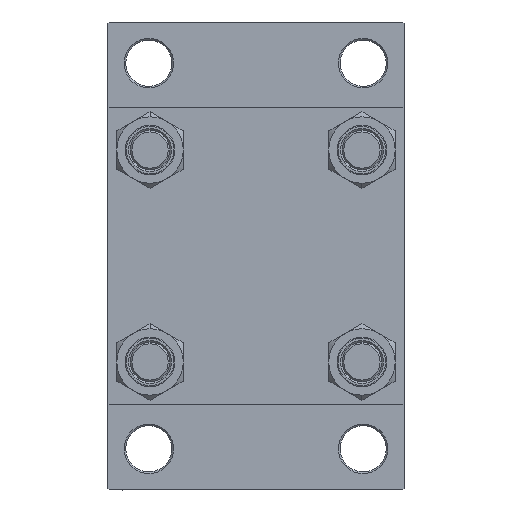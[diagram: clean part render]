
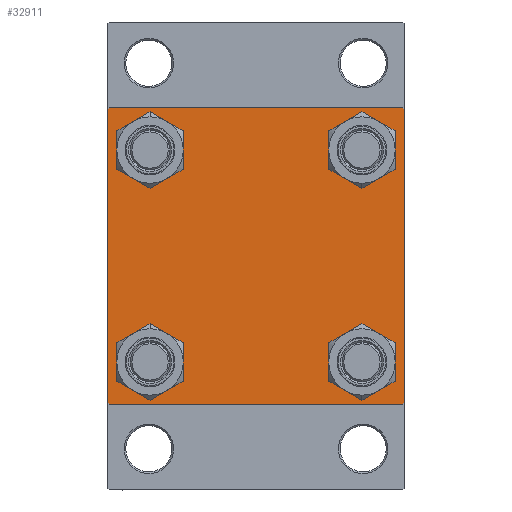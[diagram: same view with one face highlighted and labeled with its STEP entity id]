
A CAD part, left-side view. The second image highlights one B-rep face of the part: STEP entity #32911.
In plain terms, the highlighted planar face has unit normal (-1, 0, 0).
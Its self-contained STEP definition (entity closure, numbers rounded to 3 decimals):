
#656 = EDGE_CURVE ( 'NONE', #6597, #31448, #8901, .T. ) ;
#758 = AXIS2_PLACEMENT_3D ( 'NONE', #43154, #32301, #46521 ) ;
#799 = DIRECTION ( 'NONE',  ( 0., 0.707, 0.707 ) ) ;
#826 = ORIENTED_EDGE ( 'NONE', *, *, #17093, .T. ) ;
#873 = ORIENTED_EDGE ( 'NONE', *, *, #24472, .F. ) ;
#927 = CARTESIAN_POINT ( 'NONE',  ( 0., -32.15, -38.65 ) ) ;
#1497 = VERTEX_POINT ( 'NONE', #25689 ) ;
#1515 = CARTESIAN_POINT ( 'NONE',  ( 0., -44.75, 44.75 ) ) ;
#1578 = EDGE_LOOP ( 'NONE', ( #25735, #11209, #27617, #17339, #23295, #11926, #873, #15523 ) ) ;
#1633 = CARTESIAN_POINT ( 'NONE',  ( 0., 44.5, -45. ) ) ;
#1699 = DIRECTION ( 'NONE',  ( 0., 0., -1. ) ) ;
#1919 = VERTEX_POINT ( 'NONE', #25998 ) ;
#1955 = ORIENTED_EDGE ( 'NONE', *, *, #12587, .T. ) ;
#2476 = AXIS2_PLACEMENT_3D ( 'NONE', #17872, #6782, #18343 ) ;
#2980 = DIRECTION ( 'NONE',  ( 1., 0., 0. ) ) ;
#3068 = AXIS2_PLACEMENT_3D ( 'NONE', #13033, #17627, #32341 ) ;
#3542 = CARTESIAN_POINT ( 'NONE',  ( 0., -32.15, -25.65 ) ) ;
#4388 = VECTOR ( 'NONE', #4703, 1000. ) ;
#4703 = DIRECTION ( 'NONE',  ( 0., 0., -1. ) ) ;
#5174 = LINE ( 'NONE', #12157, #6483 ) ;
#5776 = PLANE ( 'NONE',  #10528 ) ;
#6195 = CARTESIAN_POINT ( 'NONE',  ( 0., 45., 45. ) ) ;
#6483 = VECTOR ( 'NONE', #41365, 1000. ) ;
#6597 = VERTEX_POINT ( 'NONE', #11429 ) ;
#6782 = DIRECTION ( 'NONE',  ( 1., 0., 0. ) ) ;
#6845 = CIRCLE ( 'NONE', #38463, 6.5 ) ;
#6889 = EDGE_LOOP ( 'NONE', ( #47708, #1955 ) ) ;
#7216 = DIRECTION ( 'NONE',  ( 0., 0., 1. ) ) ;
#7593 = VECTOR ( 'NONE', #7910, 1000. ) ;
#7619 = VERTEX_POINT ( 'NONE', #29535 ) ;
#7663 = VERTEX_POINT ( 'NONE', #43538 ) ;
#7723 = EDGE_CURVE ( 'NONE', #1497, #1919, #38228, .T. ) ;
#7910 = DIRECTION ( 'NONE',  ( 0., 0.707, -0.707 ) ) ;
#8137 = AXIS2_PLACEMENT_3D ( 'NONE', #45771, #16115, #38782 ) ;
#8243 = VERTEX_POINT ( 'NONE', #43902 ) ;
#8901 = CIRCLE ( 'NONE', #8137, 6.5 ) ;
#8933 = FACE_BOUND ( 'NONE', #22836, .T. ) ;
#8957 = AXIS2_PLACEMENT_3D ( 'NONE', #38853, #20035, #16889 ) ;
#9397 = DIRECTION ( 'NONE',  ( 0., 0., 1. ) ) ;
#9620 = ORIENTED_EDGE ( 'NONE', *, *, #32645, .T. ) ;
#10528 = AXIS2_PLACEMENT_3D ( 'NONE', #41977, #38378, #9397 ) ;
#10615 = LINE ( 'NONE', #22178, #39648 ) ;
#11006 = CARTESIAN_POINT ( 'NONE',  ( 0., 32.15, 25.65 ) ) ;
#11209 = ORIENTED_EDGE ( 'NONE', *, *, #23309, .T. ) ;
#11429 = CARTESIAN_POINT ( 'NONE',  ( 0., -32.15, 25.65 ) ) ;
#11926 = ORIENTED_EDGE ( 'NONE', *, *, #23106, .T. ) ;
#12056 = ORIENTED_EDGE ( 'NONE', *, *, #31616, .T. ) ;
#12157 = CARTESIAN_POINT ( 'NONE',  ( 0., -44.75, -44.75 ) ) ;
#12258 = EDGE_LOOP ( 'NONE', ( #826, #31532 ) ) ;
#12393 = CARTESIAN_POINT ( 'NONE',  ( 0., -45., 45. ) ) ;
#12587 = EDGE_CURVE ( 'NONE', #31205, #34947, #36185, .T. ) ;
#13033 = CARTESIAN_POINT ( 'NONE',  ( 0., 32.15, -32.15 ) ) ;
#13624 = CIRCLE ( 'NONE', #45992, 6.5 ) ;
#14837 = VECTOR ( 'NONE', #34659, 1000. ) ;
#15130 = LINE ( 'NONE', #44325, #7593 ) ;
#15193 = VERTEX_POINT ( 'NONE', #42499 ) ;
#15523 = ORIENTED_EDGE ( 'NONE', *, *, #43567, .T. ) ;
#15671 = VECTOR ( 'NONE', #43102, 1000. ) ;
#16115 = DIRECTION ( 'NONE',  ( 1., 0., 0. ) ) ;
#16645 = CARTESIAN_POINT ( 'NONE',  ( 0., 45., -44.5 ) ) ;
#16707 = CARTESIAN_POINT ( 'NONE',  ( 0., 32.15, 32.15 ) ) ;
#16889 = DIRECTION ( 'NONE',  ( 0., 0., 1. ) ) ;
#17093 = EDGE_CURVE ( 'NONE', #31448, #6597, #46351, .T. ) ;
#17339 = ORIENTED_EDGE ( 'NONE', *, *, #22820, .T. ) ;
#17472 = VERTEX_POINT ( 'NONE', #927 ) ;
#17627 = DIRECTION ( 'NONE',  ( 1., 0., 0. ) ) ;
#17872 = CARTESIAN_POINT ( 'NONE',  ( 0., -32.15, 32.15 ) ) ;
#18343 = DIRECTION ( 'NONE',  ( 0., 0., 1. ) ) ;
#19594 = EDGE_CURVE ( 'NONE', #47364, #46860, #37325, .T. ) ;
#20035 = DIRECTION ( 'NONE',  ( 1., 0., 0. ) ) ;
#21916 = DIRECTION ( 'NONE',  ( 1., 0., 0. ) ) ;
#22178 = CARTESIAN_POINT ( 'NONE',  ( 0., 44.75, -44.75 ) ) ;
#22403 = CARTESIAN_POINT ( 'NONE',  ( 0., 32.15, 38.65 ) ) ;
#22820 = EDGE_CURVE ( 'NONE', #46860, #1919, #5174, .T. ) ;
#22836 = EDGE_LOOP ( 'NONE', ( #9620, #12056 ) ) ;
#23106 = EDGE_CURVE ( 'NONE', #1497, #7619, #34539, .T. ) ;
#23295 = ORIENTED_EDGE ( 'NONE', *, *, #7723, .F. ) ;
#23309 = EDGE_CURVE ( 'NONE', #39362, #47364, #10615, .T. ) ;
#23392 = FACE_OUTER_BOUND ( 'NONE', #1578, .T. ) ;
#23533 = EDGE_CURVE ( 'NONE', #32058, #39362, #24301, .T. ) ;
#23830 = CIRCLE ( 'NONE', #3068, 6.5 ) ;
#24139 = CARTESIAN_POINT ( 'NONE',  ( 0., -32.15, -32.15 ) ) ;
#24301 = LINE ( 'NONE', #27232, #45043 ) ;
#24472 = EDGE_CURVE ( 'NONE', #15193, #7619, #31764, .T. ) ;
#24534 = CARTESIAN_POINT ( 'NONE',  ( 0., 45., 44.5 ) ) ;
#25537 = CARTESIAN_POINT ( 'NONE',  ( 0., 32.15, -32.15 ) ) ;
#25689 = CARTESIAN_POINT ( 'NONE',  ( 0., -45., 44.5 ) ) ;
#25735 = ORIENTED_EDGE ( 'NONE', *, *, #23533, .T. ) ;
#25998 = CARTESIAN_POINT ( 'NONE',  ( 0., -45., -44.5 ) ) ;
#26172 = VERTEX_POINT ( 'NONE', #3542 ) ;
#26562 = CARTESIAN_POINT ( 'NONE',  ( 0., -44.5, -45. ) ) ;
#27232 = CARTESIAN_POINT ( 'NONE',  ( 0., 45., 45. ) ) ;
#27439 = CIRCLE ( 'NONE', #8957, 6.5 ) ;
#27617 = ORIENTED_EDGE ( 'NONE', *, *, #19594, .T. ) ;
#28202 = FACE_BOUND ( 'NONE', #6889, .T. ) ;
#29535 = CARTESIAN_POINT ( 'NONE',  ( 0., -44.5, 45. ) ) ;
#30805 = CARTESIAN_POINT ( 'NONE',  ( 0., 45., -45. ) ) ;
#31118 = FACE_BOUND ( 'NONE', #12258, .T. ) ;
#31205 = VERTEX_POINT ( 'NONE', #11006 ) ;
#31328 = CIRCLE ( 'NONE', #34405, 6.5 ) ;
#31345 = FACE_BOUND ( 'NONE', #35726, .T. ) ;
#31448 = VERTEX_POINT ( 'NONE', #46664 ) ;
#31532 = ORIENTED_EDGE ( 'NONE', *, *, #656, .T. ) ;
#31616 = EDGE_CURVE ( 'NONE', #17472, #26172, #27439, .T. ) ;
#31642 = DIRECTION ( 'NONE',  ( 0., 0., 1. ) ) ;
#31764 = LINE ( 'NONE', #6195, #15671 ) ;
#32058 = VERTEX_POINT ( 'NONE', #24534 ) ;
#32301 = DIRECTION ( 'NONE',  ( 1., 0., 0. ) ) ;
#32341 = DIRECTION ( 'NONE',  ( 0., 0., 1. ) ) ;
#32645 = EDGE_CURVE ( 'NONE', #26172, #17472, #31328, .T. ) ;
#32911 = ADVANCED_FACE ( 'NONE', ( #31118, #8933, #31345, #28202, #23392 ), #5776, .T. ) ;
#33816 = EDGE_CURVE ( 'NONE', #7663, #8243, #13624, .T. ) ;
#34124 = ORIENTED_EDGE ( 'NONE', *, *, #45842, .T. ) ;
#34405 = AXIS2_PLACEMENT_3D ( 'NONE', #24139, #42271, #31642 ) ;
#34539 = LINE ( 'NONE', #1515, #41921 ) ;
#34659 = DIRECTION ( 'NONE',  ( 0., -1., 0. ) ) ;
#34947 = VERTEX_POINT ( 'NONE', #22403 ) ;
#35527 = DIRECTION ( 'NONE',  ( 0., 0., 1. ) ) ;
#35726 = EDGE_LOOP ( 'NONE', ( #34124, #44468 ) ) ;
#36185 = CIRCLE ( 'NONE', #758, 6.5 ) ;
#37325 = LINE ( 'NONE', #30805, #14837 ) ;
#38228 = LINE ( 'NONE', #12393, #4388 ) ;
#38378 = DIRECTION ( 'NONE',  ( -1., 0., 0. ) ) ;
#38463 = AXIS2_PLACEMENT_3D ( 'NONE', #16707, #2980, #35527 ) ;
#38782 = DIRECTION ( 'NONE',  ( 0., 0., 1. ) ) ;
#38853 = CARTESIAN_POINT ( 'NONE',  ( 0., -32.15, -32.15 ) ) ;
#39362 = VERTEX_POINT ( 'NONE', #16645 ) ;
#39648 = VECTOR ( 'NONE', #40290, 1000. ) ;
#40290 = DIRECTION ( 'NONE',  ( 0., -0.707, -0.707 ) ) ;
#41365 = DIRECTION ( 'NONE',  ( 0., -0.707, 0.707 ) ) ;
#41921 = VECTOR ( 'NONE', #799, 1000. ) ;
#41977 = CARTESIAN_POINT ( 'NONE',  ( 0., 0., 0. ) ) ;
#42271 = DIRECTION ( 'NONE',  ( 1., 0., 0. ) ) ;
#42499 = CARTESIAN_POINT ( 'NONE',  ( 0., 44.5, 45. ) ) ;
#43102 = DIRECTION ( 'NONE',  ( 0., -1., 0. ) ) ;
#43154 = CARTESIAN_POINT ( 'NONE',  ( 0., 32.15, 32.15 ) ) ;
#43538 = CARTESIAN_POINT ( 'NONE',  ( 0., 32.15, -38.65 ) ) ;
#43567 = EDGE_CURVE ( 'NONE', #15193, #32058, #15130, .T. ) ;
#43902 = CARTESIAN_POINT ( 'NONE',  ( 0., 32.15, -25.65 ) ) ;
#44325 = CARTESIAN_POINT ( 'NONE',  ( 0., 44.75, 44.75 ) ) ;
#44468 = ORIENTED_EDGE ( 'NONE', *, *, #33816, .T. ) ;
#44557 = EDGE_CURVE ( 'NONE', #34947, #31205, #6845, .T. ) ;
#45043 = VECTOR ( 'NONE', #1699, 1000. ) ;
#45771 = CARTESIAN_POINT ( 'NONE',  ( 0., -32.15, 32.15 ) ) ;
#45842 = EDGE_CURVE ( 'NONE', #8243, #7663, #23830, .T. ) ;
#45992 = AXIS2_PLACEMENT_3D ( 'NONE', #25537, #21916, #7216 ) ;
#46351 = CIRCLE ( 'NONE', #2476, 6.5 ) ;
#46521 = DIRECTION ( 'NONE',  ( 0., 0., 1. ) ) ;
#46664 = CARTESIAN_POINT ( 'NONE',  ( 0., -32.15, 38.65 ) ) ;
#46860 = VERTEX_POINT ( 'NONE', #26562 ) ;
#47364 = VERTEX_POINT ( 'NONE', #1633 ) ;
#47708 = ORIENTED_EDGE ( 'NONE', *, *, #44557, .T. ) ;
